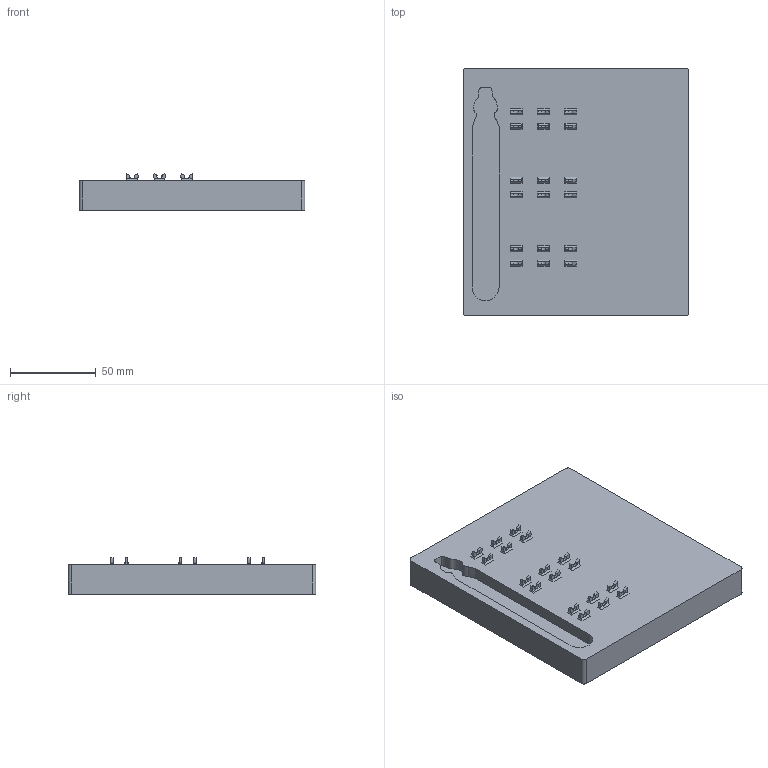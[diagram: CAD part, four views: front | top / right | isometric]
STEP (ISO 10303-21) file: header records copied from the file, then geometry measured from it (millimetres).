
FILE_DESCRIPTION(/* description */ (''),/* implementation_level */ '2;1');
FILE_NAME(/* name */ 'Deburring-Tool-Carrier.step',/* time_stamp */ '2024-08-07T13:20:00-04:00',/* author */ (''),/* organization */ (''),/* preprocessor_version */ 'ST-DEVELOPER v20',/* originating_system */ 'Autodesk Translation Framework v13.14.0.145',/* authorisation */ '');
FILE_SCHEMA (('AUTOMOTIVE_DESIGN { 1 0 10303 214 3 1 1 }'));
Length unit declared in the file: millimetre
Products named in the file (1): Deburring-Tool-Carrier
Bounding box: 132 x 144.87 x 21.48 mm (x, y, z)
Volume: 322413.9 mm3; surface area: 50582.3 mm2
Topology: 1 solids, 1 shells, 253 faces, 660 edges, 428 vertices
Faces by surface type: plane 192, cylinder 59, bspline 2
Entity records: 8081 total; most frequent: CARTESIAN_POINT 1632, DIRECTION 1386, ORIENTED_EDGE 1320, EDGE_CURVE 660, AXIS2_PLACEMENT_3D 478, LINE 430, VECTOR 430, VERTEX_POINT 428
